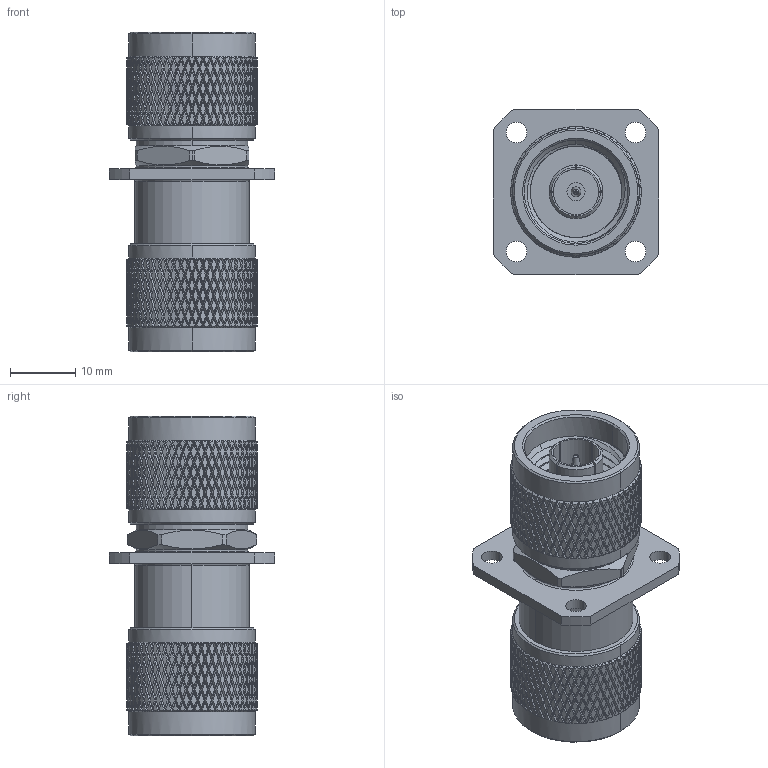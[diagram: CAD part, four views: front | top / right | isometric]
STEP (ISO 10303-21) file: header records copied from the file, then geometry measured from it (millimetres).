
FILE_DESCRIPTION (( 'STEP AP214' ), '1' );
FILE_NAME ('SM4041_3D.step', '2024-12-03T17:16:35', ( '' ), ( '' ), 'SwSTEP 2.0', 'SolidWorks 2022', '' );
FILE_SCHEMA (( 'AUTOMOTIVE_DESIGN' ));
Products named in the file (1): SM4041_3D
Bounding box: 25.4 x 25.4 x 49.02 mm (x, y, z)
Volume: 11268.1 mm3; surface area: 7352.8 mm2
Topology: 1 solids, 1 shells, 5027 faces, 10267 edges, 5254 vertices
Faces by surface type: bspline 3530, cylinder 959, cone 478, plane 56, torus 4
Entity records: 180623 total; most frequent: CARTESIAN_POINT 114771, ORIENTED_EDGE 20534, EDGE_CURVE 10267, VERTEX_POINT 5254, DIRECTION 5109, EDGE_LOOP 5047, FACE_OUTER_BOUND 5027, ADVANCED_FACE 5027
